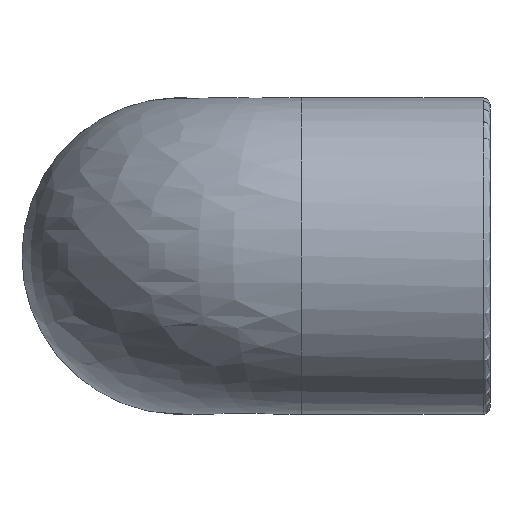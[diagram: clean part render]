
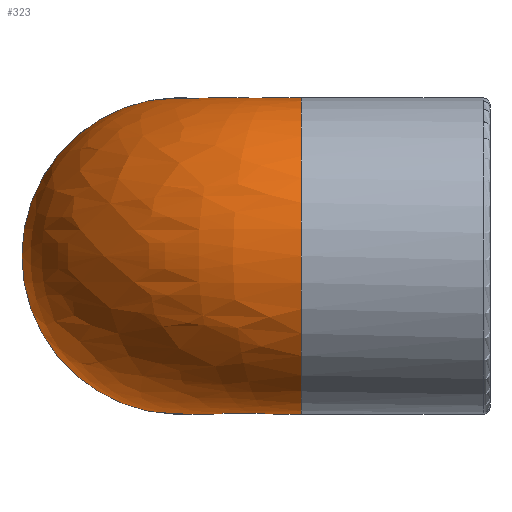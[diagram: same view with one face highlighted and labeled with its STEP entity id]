
A CAD part, left-side view. The second image highlights one B-rep face of the part: STEP entity #323.
In plain terms, the highlighted free-form (B-spline) face has degree [2, 2] with [9, 3] control points.
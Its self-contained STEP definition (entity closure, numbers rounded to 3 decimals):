
#21=(
BOUNDED_SURFACE()
B_SPLINE_SURFACE(2,2,((#543,#544,#545),(#546,#547,#548),(#549,#550,#551),
(#552,#553,#554),(#555,#556,#557),(#558,#559,#560),(#561,#562,#563),(#564,
#565,#566),(#567,#568,#569)),.UNSPECIFIED.,.F.,.F.,.F.)
B_SPLINE_SURFACE_WITH_KNOTS((3,2,2,2,3),(3,3),(-2.4,-1.2,
0.,1.2,2.4),(0.,1.571),
 .UNSPECIFIED.)
GEOMETRIC_REPRESENTATION_ITEM()
RATIONAL_B_SPLINE_SURFACE(((1.,0.707,1.),(0.825,0.584,
0.825),(1.,0.707,1.),(0.825,0.584,
0.825),(1.,0.707,1.),(0.825,0.584,
0.825),(1.,0.707,1.),(0.825,0.584,
0.825),(1.,0.707,1.)))
REPRESENTATION_ITEM('')
SURFACE()
);
#24=B_SPLINE_CURVE_WITH_KNOTS('',3,(#507,#508,#509,#510,#511,#512,#513,
#514,#515,#516,#517,#518,#519,#520,#521,#522),.UNSPECIFIED.,.F.,.F.,(4,
3,3,3,3,4),(0.,0.01,0.02,
0.028,0.037,0.055),.UNSPECIFIED.);
#25=B_SPLINE_CURVE_WITH_KNOTS('',3,(#526,#527,#528,#529,#530,#531,#532,
#533,#534,#535,#536,#537,#538,#539,#540,#541),.UNSPECIFIED.,.F.,.F.,(4,
3,3,3,3,4),(0.,0.018,0.028,
0.035,0.045,0.056),.UNSPECIFIED.);
#77=FACE_OUTER_BOUND('',#104,.T.);
#104=EDGE_LOOP('',(#239,#240,#241,#242));
#143=CIRCLE('',#355,11.75);
#144=CIRCLE('',#356,11.75);
#161=VERTEX_POINT('',#505);
#162=VERTEX_POINT('',#506);
#163=VERTEX_POINT('',#523);
#164=VERTEX_POINT('',#525);
#193=EDGE_CURVE('',#161,#162,#24,.T.);
#195=EDGE_CURVE('',#164,#163,#25,.T.);
#197=EDGE_CURVE('',#163,#161,#143,.T.);
#198=EDGE_CURVE('',#164,#162,#144,.T.);
#239=ORIENTED_EDGE('',*,*,#195,.T.);
#240=ORIENTED_EDGE('',*,*,#197,.T.);
#241=ORIENTED_EDGE('',*,*,#193,.T.);
#242=ORIENTED_EDGE('',*,*,#198,.F.);
#323=ADVANCED_FACE('',(#77),#21,.F.);
#355=AXIS2_PLACEMENT_3D('',#570,#401,#402);
#356=AXIS2_PLACEMENT_3D('',#571,#403,#404);
#401=DIRECTION('center_axis',(0.,1.,0.));
#402=DIRECTION('ref_axis',(-1.,0.,0.));
#403=DIRECTION('center_axis',(1.,0.,0.));
#404=DIRECTION('ref_axis',(0.,1.,0.));
#505=CARTESIAN_POINT('',(8.633,14.,7.971));
#506=CARTESIAN_POINT('',(9.,14.367,7.971));
#507=CARTESIAN_POINT('Ctrl Pts',(8.633,14.,7.971));
#508=CARTESIAN_POINT('Ctrl Pts',(8.639,14.033,7.964));
#509=CARTESIAN_POINT('Ctrl Pts',(8.65,14.065,7.958));
#510=CARTESIAN_POINT('Ctrl Pts',(8.663,14.096,7.953));
#511=CARTESIAN_POINT('Ctrl Pts',(8.676,14.126,7.948));
#512=CARTESIAN_POINT('Ctrl Pts',(8.692,14.154,7.944));
#513=CARTESIAN_POINT('Ctrl Pts',(8.711,14.181,7.942));
#514=CARTESIAN_POINT('Ctrl Pts',(8.726,14.202,7.94));
#515=CARTESIAN_POINT('Ctrl Pts',(8.743,14.221,7.94));
#516=CARTESIAN_POINT('Ctrl Pts',(8.761,14.239,7.94));
#517=CARTESIAN_POINT('Ctrl Pts',(8.783,14.261,7.94));
#518=CARTESIAN_POINT('Ctrl Pts',(8.807,14.281,7.941));
#519=CARTESIAN_POINT('Ctrl Pts',(8.832,14.298,7.943));
#520=CARTESIAN_POINT('Ctrl Pts',(8.884,14.332,7.948));
#521=CARTESIAN_POINT('Ctrl Pts',(8.941,14.355,7.958));
#522=CARTESIAN_POINT('Ctrl Pts',(9.,14.367,7.971));
#523=CARTESIAN_POINT('',(8.633,14.,-7.971));
#525=CARTESIAN_POINT('',(9.,14.367,-7.971));
#526=CARTESIAN_POINT('Ctrl Pts',(9.,14.367,-7.971));
#527=CARTESIAN_POINT('Ctrl Pts',(8.941,14.355,-7.958));
#528=CARTESIAN_POINT('Ctrl Pts',(8.884,14.332,-7.948));
#529=CARTESIAN_POINT('Ctrl Pts',(8.832,14.298,-7.943));
#530=CARTESIAN_POINT('Ctrl Pts',(8.807,14.281,-7.941));
#531=CARTESIAN_POINT('Ctrl Pts',(8.783,14.261,-7.94));
#532=CARTESIAN_POINT('Ctrl Pts',(8.761,14.239,-7.94));
#533=CARTESIAN_POINT('Ctrl Pts',(8.743,14.221,-7.94));
#534=CARTESIAN_POINT('Ctrl Pts',(8.726,14.202,-7.94));
#535=CARTESIAN_POINT('Ctrl Pts',(8.711,14.181,-7.942));
#536=CARTESIAN_POINT('Ctrl Pts',(8.692,14.154,-7.944));
#537=CARTESIAN_POINT('Ctrl Pts',(8.676,14.126,-7.948));
#538=CARTESIAN_POINT('Ctrl Pts',(8.663,14.096,-7.953));
#539=CARTESIAN_POINT('Ctrl Pts',(8.65,14.065,-7.958));
#540=CARTESIAN_POINT('Ctrl Pts',(8.639,14.033,-7.964));
#541=CARTESIAN_POINT('Ctrl Pts',(8.633,14.,-7.971));
#543=CARTESIAN_POINT('Ctrl Pts',(8.663,14.,7.938));
#544=CARTESIAN_POINT('Ctrl Pts',(8.663,14.337,7.938));
#545=CARTESIAN_POINT('Ctrl Pts',(9.,14.337,7.938));
#546=CARTESIAN_POINT('Ctrl Pts',(3.232,14.,13.864));
#547=CARTESIAN_POINT('Ctrl Pts',(3.232,19.768,13.864));
#548=CARTESIAN_POINT('Ctrl Pts',(9.,19.768,13.864));
#549=CARTESIAN_POINT('Ctrl Pts',(-4.259,14.,10.951));
#550=CARTESIAN_POINT('Ctrl Pts',(-4.259,27.259,10.951));
#551=CARTESIAN_POINT('Ctrl Pts',(9.,27.259,10.951));
#552=CARTESIAN_POINT('Ctrl Pts',(-11.75,14.,8.038));
#553=CARTESIAN_POINT('Ctrl Pts',(-11.75,34.75,8.038));
#554=CARTESIAN_POINT('Ctrl Pts',(9.,34.75,8.038));
#555=CARTESIAN_POINT('Ctrl Pts',(-11.75,14.,0.));
#556=CARTESIAN_POINT('Ctrl Pts',(-11.75,34.75,0.));
#557=CARTESIAN_POINT('Ctrl Pts',(9.,34.75,0.));
#558=CARTESIAN_POINT('Ctrl Pts',(-11.75,14.,-8.038));
#559=CARTESIAN_POINT('Ctrl Pts',(-11.75,34.75,-8.038));
#560=CARTESIAN_POINT('Ctrl Pts',(9.,34.75,-8.038));
#561=CARTESIAN_POINT('Ctrl Pts',(-4.259,14.,-10.951));
#562=CARTESIAN_POINT('Ctrl Pts',(-4.259,27.259,-10.951));
#563=CARTESIAN_POINT('Ctrl Pts',(9.,27.259,-10.951));
#564=CARTESIAN_POINT('Ctrl Pts',(3.232,14.,-13.864));
#565=CARTESIAN_POINT('Ctrl Pts',(3.232,19.768,-13.864));
#566=CARTESIAN_POINT('Ctrl Pts',(9.,19.768,-13.864));
#567=CARTESIAN_POINT('Ctrl Pts',(8.663,14.,-7.938));
#568=CARTESIAN_POINT('Ctrl Pts',(8.663,14.337,-7.938));
#569=CARTESIAN_POINT('Ctrl Pts',(9.,14.337,-7.938));
#570=CARTESIAN_POINT('Origin',(0.,14.,0.));
#571=CARTESIAN_POINT('Origin',(9.,23.,0.));
